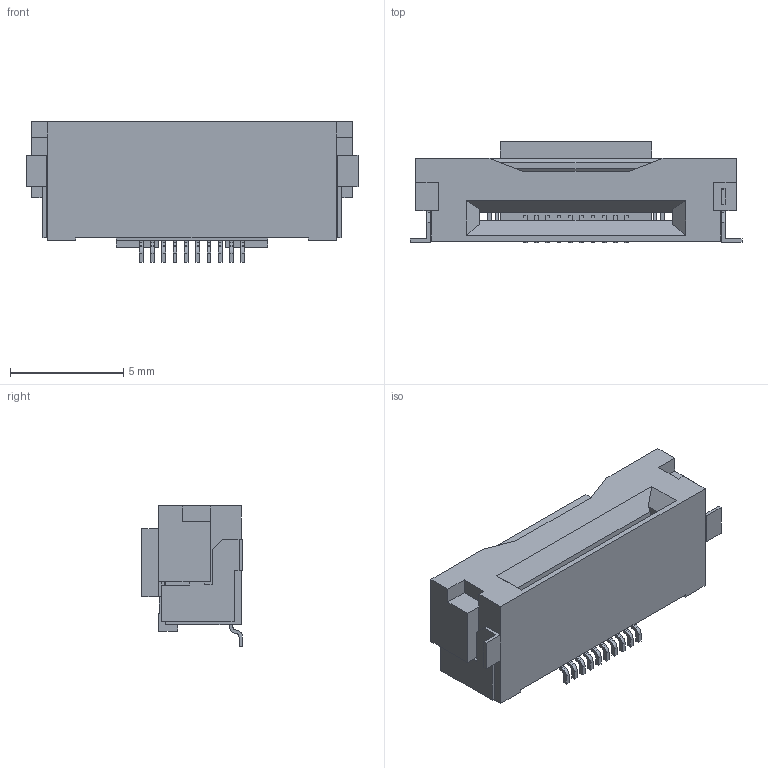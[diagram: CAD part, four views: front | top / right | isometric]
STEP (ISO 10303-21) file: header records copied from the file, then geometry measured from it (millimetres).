
FILE_DESCRIPTION((''),'2;1');
FILE_NAME('2004850010','2020-12-14T',('gga'),(''),'PRO/ENGINEER BY PARAMETRIC TECHNOLOGY CORPORATION, 2016010','PRO/ENGINEER BY PARAMETRIC TECHNOLOGY CORPORATION, 2016010','');
FILE_SCHEMA(('CONFIG_CONTROL_DESIGN'));
Length unit declared in the file: millimetre
Products named in the file (1): 2004850010
Bounding box: 14.69 x 4.46 x 6.2 mm (x, y, z)
Volume: 199 mm3; surface area: 644.5 mm2
Topology: 11 solids, 11 shells, 598 faces, 1759 edges, 1186 vertices
Faces by surface type: plane 534, cylinder 64
Entity records: 19614 total; most frequent: CARTESIAN_POINT 3496, ORIENTED_EDGE 3422, DIRECTION 3085, EDGE_CURVE 1711, VECTOR 1631, LINE 1631, VERTEX_POINT 1138, AXIS2_PLACEMENT_3D 727
